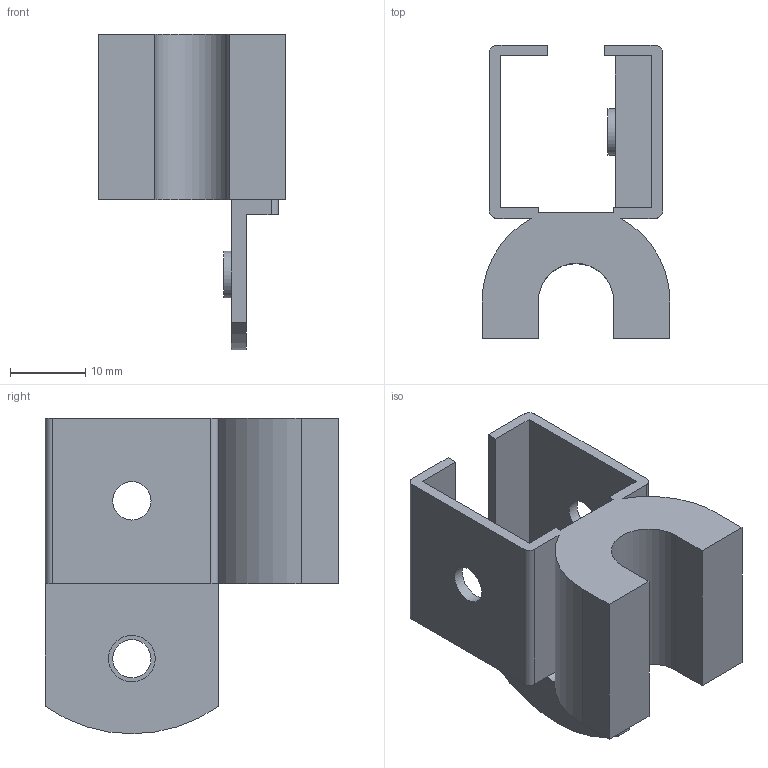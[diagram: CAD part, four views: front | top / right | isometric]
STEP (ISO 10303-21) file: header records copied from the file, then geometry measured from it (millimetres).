
FILE_DESCRIPTION(/* description */ (''),/* implementation_level */ '2;1');
FILE_NAME(/* name */ 'moton_ctrl_wheel.step',/* time_stamp */ '2026-02-15T06:58:31+09:00',/* author */ (''),/* organization */ (''),/* preprocessor_version */ 'ST-DEVELOPER v20.1',/* originating_system */ 'Autodesk Translation Framework v14.24.0.0',/* authorisation */ '');
FILE_SCHEMA (('AUTOMOTIVE_DESIGN { 1 0 10303 214 3 1 1 }'));
Length unit declared in the file: millimetre
Products named in the file (1): moton_ctrl_wheel
Bounding box: 25 x 39.05 x 42 mm (x, y, z)
Volume: 9236.4 mm3; surface area: 6863.4 mm2
Topology: 1 solids, 1 shells, 43 faces, 118 edges, 78 vertices
Faces by surface type: plane 31, cylinder 12
Full cylindrical faces by diameter (mm): 5.1 x3, 6.2 x1
Entity records: 1405 total; most frequent: CARTESIAN_POINT 240, ORIENTED_EDGE 236, DIRECTION 230, EDGE_CURVE 118, LINE 94, VECTOR 94, VERTEX_POINT 78, AXIS2_PLACEMENT_3D 68
